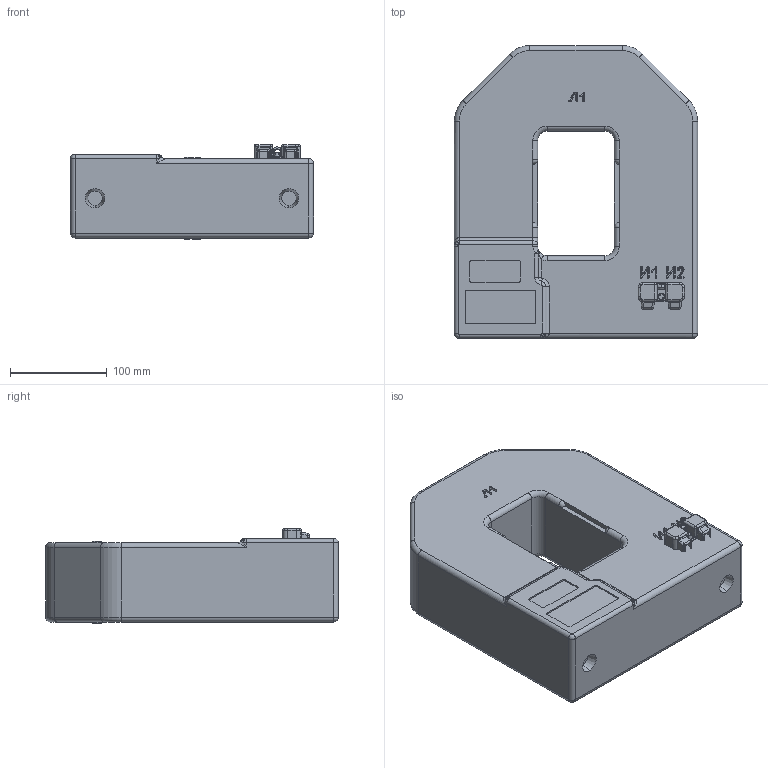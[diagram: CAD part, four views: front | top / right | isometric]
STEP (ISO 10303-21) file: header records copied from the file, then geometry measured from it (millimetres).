
FILE_DESCRIPTION (( 'STEP AP203' ), '1' );
FILE_NAME ('ﾒﾘﾋ-0,66 (4000-5000) ﾀ.STEP', '2018-05-16T09:40:58', ( '' ), ( '' ), 'SwSTEP 2.0', 'SolidWorks 2010', '' );
FILE_SCHEMA (( 'CONFIG_CONTROL_DESIGN' ));
Length unit declared in the file: millimetre
Products named in the file (1): ﾒﾘﾋ-0,66 (4000-5000) ﾀ
Bounding box: 251 x 302 x 98 mm (x, y, z)
Surface area: 239602.5 mm2 (no closed solid volume)
Topology: 0 solids, 5 shells, 349 faces, 985 edges, 615 vertices
Faces by surface type: plane 109, cylinder 90, bspline 64, cone 42, torus 25, sphere 19
Entity records: 14102 total; most frequent: CARTESIAN_POINT 5717, ORIENTED_EDGE 1751, DIRECTION 1652, EDGE_CURVE 966, VERTEX_POINT 615, AXIS2_PLACEMENT_3D 612, VECTOR 428, LINE 428
